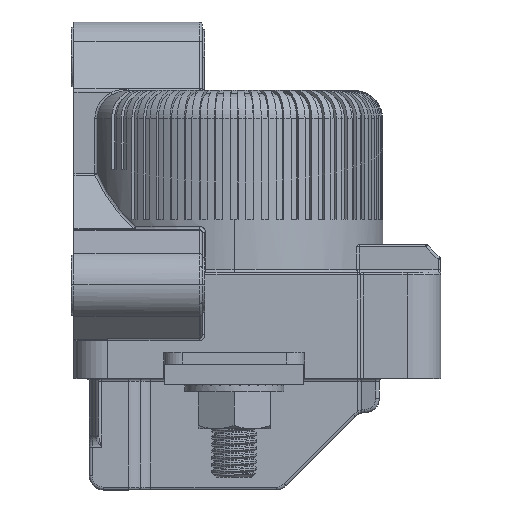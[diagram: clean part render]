
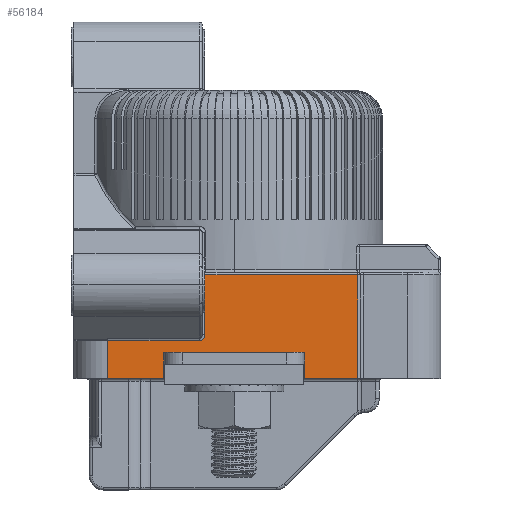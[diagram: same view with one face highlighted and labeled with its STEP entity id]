
A CAD part, top view. The second image highlights one B-rep face of the part: STEP entity #56184.
In plain terms, the highlighted planar face has unit normal (0, 0, 1).
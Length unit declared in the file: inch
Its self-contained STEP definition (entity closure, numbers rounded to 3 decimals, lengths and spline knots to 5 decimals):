
#1451 = LINE ( 'NONE', #328020, #125086 ) ;
#2811 = DIRECTION ( 'NONE',  ( 0., 1., 0. ) ) ;
#8500 = EDGE_CURVE ( 'NONE', #560991, #158458, #421203, .T. ) ;
#12587 = CARTESIAN_POINT ( 'NONE',  ( -0.8975, -1.77645, 1.18 ) ) ;
#13747 = CARTESIAN_POINT ( 'NONE',  ( -0.5, -1.86, 1.18 ) ) ;
#26932 = CARTESIAN_POINT ( 'NONE',  ( 0.5, -2.045, 1.18 ) ) ;
#27667 = ORIENTED_EDGE ( 'NONE', *, *, #175881, .F. ) ;
#30454 =( BOUNDED_CURVE ( )  B_SPLINE_CURVE ( 3, ( #591847, #266390, #545110, #34653 ),
 .UNSPECIFIED., .F., .F. ) 
 B_SPLINE_CURVE_WITH_KNOTS ( ( 4, 4 ),
 ( 1.5708, 3.14159 ),
 .UNSPECIFIED. ) 
 CURVE ( )  GEOMETRIC_REPRESENTATION_ITEM ( )  RATIONAL_B_SPLINE_CURVE ( ( 1., 0.805, 0.805, 1. ) ) 
 REPRESENTATION_ITEM ( '' )  );
#34311 = CARTESIAN_POINT ( 'NONE',  ( -0.2075, -1.31, 1.18 ) ) ;
#34653 = CARTESIAN_POINT ( 'NONE',  ( -0.2475, -1.77645, 1.18 ) ) ;
#38339 = AXIS2_PLACEMENT_3D ( 'NONE', #106909, #432334, #153585 ) ;
#42464 = VECTOR ( 'NONE', #523629, 39.37008 ) ;
#43320 = ORIENTED_EDGE ( 'NONE', *, *, #327308, .T. ) ;
#44085 = ORIENTED_EDGE ( 'NONE', *, *, #82144, .F. ) ;
#44233 = CARTESIAN_POINT ( 'NONE',  ( 0.5, -1.945, 1.18 ) ) ;
#47490 = VECTOR ( 'NONE', #181630, 39.37008 ) ;
#56184 = ADVANCED_FACE ( 'NONE', ( #64726 ), #196311, .T. ) ;
#64726 = FACE_OUTER_BOUND ( 'NONE', #428582, .T. ) ;
#68672 = CARTESIAN_POINT ( 'NONE',  ( -0.5, -2.045, 1.18 ) ) ;
#82144 = EDGE_CURVE ( 'NONE', #487647, #432895, #288486, .T. ) ;
#98824 = ORIENTED_EDGE ( 'NONE', *, *, #570065, .F. ) ;
#106909 = CARTESIAN_POINT ( 'NONE',  ( 0.86375, -1.29, 1.18 ) ) ;
#118553 = LINE ( 'NONE', #391050, #351411 ) ;
#124366 = LINE ( 'NONE', #513568, #233453 ) ;
#125086 = VECTOR ( 'NONE', #2811, 39.37008 ) ;
#136997 = DIRECTION ( 'NONE',  ( 0., -1., 0. ) ) ;
#143019 = ORIENTED_EDGE ( 'NONE', *, *, #309335, .T. ) ;
#145033 = EDGE_CURVE ( 'NONE', #586561, #560991, #118553, .T. ) ;
#152296 = ORIENTED_EDGE ( 'NONE', *, *, #8500, .F. ) ;
#153585 = DIRECTION ( 'NONE',  ( 1., 0., 0. ) ) ;
#158458 = VERTEX_POINT ( 'NONE', #167700 ) ;
#160455 = CARTESIAN_POINT ( 'NONE',  ( 0.8775, -2.045, 1.18 ) ) ;
#164498 = EDGE_CURVE ( 'NONE', #158458, #487647, #292529, .T. ) ;
#166138 = LINE ( 'NONE', #525576, #42464 ) ;
#167700 = CARTESIAN_POINT ( 'NONE',  ( -0.5, -1.945, 1.18 ) ) ;
#175881 = EDGE_CURVE ( 'NONE', #432895, #223188, #309517, .T. ) ;
#176279 = ORIENTED_EDGE ( 'NONE', *, *, #145033, .F. ) ;
#179153 = EDGE_CURVE ( 'NONE', #479275, #234923, #30454, .T. ) ;
#179723 = LINE ( 'NONE', #44233, #427285 ) ;
#180723 = DIRECTION ( 'NONE',  ( 0., -1., 0. ) ) ;
#181630 = DIRECTION ( 'NONE',  ( 0., 1., 0. ) ) ;
#182608 = CARTESIAN_POINT ( 'NONE',  ( 0.5, -2.045, 1.18 ) ) ;
#191661 = ORIENTED_EDGE ( 'NONE', *, *, #164498, .F. ) ;
#193218 = CARTESIAN_POINT ( 'NONE',  ( -0.2275, -1.31, 1.18 ) ) ;
#196311 = PLANE ( 'NONE',  #38339 ) ;
#196624 = CARTESIAN_POINT ( 'NONE',  ( -0.8975, -2.045, 1.18 ) ) ;
#208333 = VECTOR ( 'NONE', #358025, 39.37008 ) ;
#222994 = LINE ( 'NONE', #589827, #208333 ) ;
#223188 = VERTEX_POINT ( 'NONE', #12587 ) ;
#229419 = DIRECTION ( 'NONE',  ( 0., 1., 0. ) ) ;
#232190 = CARTESIAN_POINT ( 'NONE',  ( -0.2075, -1.73156, 1.18 ) ) ;
#233453 = VECTOR ( 'NONE', #234960, 39.37008 ) ;
#234923 = VERTEX_POINT ( 'NONE', #235822 ) ;
#234960 = DIRECTION ( 'NONE',  ( 0., -1., 0. ) ) ;
#235822 = CARTESIAN_POINT ( 'NONE',  ( -0.2475, -1.77645, 1.18 ) ) ;
#238443 = ORIENTED_EDGE ( 'NONE', *, *, #542628, .F. ) ;
#258079 = EDGE_CURVE ( 'NONE', #342500, #344437, #580465, .T. ) ;
#266390 = CARTESIAN_POINT ( 'NONE',  ( -0.2075, -1.75785, 1.18 ) ) ;
#268386 = VECTOR ( 'NONE', #452029, 39.37008 ) ;
#277311 = CARTESIAN_POINT ( 'NONE',  ( 0.8775, -1.31, 1.18 ) ) ;
#288486 = LINE ( 'NONE', #523734, #535918 ) ;
#292529 = LINE ( 'NONE', #506152, #416212 ) ;
#297501 = VECTOR ( 'NONE', #136997, 39.37008 ) ;
#309335 = EDGE_CURVE ( 'NONE', #578162, #539017, #392136, .T. ) ;
#309517 = LINE ( 'NONE', #366817, #47490 ) ;
#318529 = DIRECTION ( 'NONE',  ( -1., 0., 0. ) ) ;
#327308 = EDGE_CURVE ( 'NONE', #539017, #479275, #124366, .T. ) ;
#328020 = CARTESIAN_POINT ( 'NONE',  ( 0.8775, -1.29, 1.18 ) ) ;
#342500 = VERTEX_POINT ( 'NONE', #26932 ) ;
#344437 = VERTEX_POINT ( 'NONE', #390417 ) ;
#351411 = VECTOR ( 'NONE', #533454, 39.37008 ) ;
#358025 = DIRECTION ( 'NONE',  ( -1., 0., 0. ) ) ;
#366817 = CARTESIAN_POINT ( 'NONE',  ( -0.8975, -2.045, 1.18 ) ) ;
#369556 = DIRECTION ( 'NONE',  ( 0., 1., 0. ) ) ;
#381890 = ORIENTED_EDGE ( 'NONE', *, *, #258079, .F. ) ;
#390417 = CARTESIAN_POINT ( 'NONE',  ( 0.5, -1.945, 1.18 ) ) ;
#391050 = CARTESIAN_POINT ( 'NONE',  ( 0.5, -1.86, 1.18 ) ) ;
#392136 = LINE ( 'NONE', #193218, #268386 ) ;
#394738 = EDGE_CURVE ( 'NONE', #470463, #578162, #1451, .T. ) ;
#416212 = VECTOR ( 'NONE', #180723, 39.37008 ) ;
#421203 = LINE ( 'NONE', #462537, #297501 ) ;
#427285 = VECTOR ( 'NONE', #369556, 39.37008 ) ;
#428582 = EDGE_LOOP ( 'NONE', ( #592779, #429516, #27667, #44085, #191661, #152296, #176279, #98824, #381890, #238443, #471200, #143019, #43320 ) ) ;
#429516 = ORIENTED_EDGE ( 'NONE', *, *, #478645, .T. ) ;
#432334 = DIRECTION ( 'NONE',  ( 0., 0., 1. ) ) ;
#432895 = VERTEX_POINT ( 'NONE', #196624 ) ;
#452029 = DIRECTION ( 'NONE',  ( -1., 0., 0. ) ) ;
#462537 = CARTESIAN_POINT ( 'NONE',  ( -0.5, -1.945, 1.18 ) ) ;
#470463 = VERTEX_POINT ( 'NONE', #160455 ) ;
#471200 = ORIENTED_EDGE ( 'NONE', *, *, #394738, .T. ) ;
#478645 = EDGE_CURVE ( 'NONE', #234923, #223188, #166138, .T. ) ;
#479275 = VERTEX_POINT ( 'NONE', #232190 ) ;
#487647 = VERTEX_POINT ( 'NONE', #68672 ) ;
#506152 = CARTESIAN_POINT ( 'NONE',  ( -0.5, -1.945, 1.18 ) ) ;
#510484 = CARTESIAN_POINT ( 'NONE',  ( 0.5, -1.86, 1.18 ) ) ;
#513568 = CARTESIAN_POINT ( 'NONE',  ( -0.2075, -1.29, 1.18 ) ) ;
#523629 = DIRECTION ( 'NONE',  ( -1., 0., 0. ) ) ;
#523734 = CARTESIAN_POINT ( 'NONE',  ( -0.5, -2.045, 1.18 ) ) ;
#525576 = CARTESIAN_POINT ( 'NONE',  ( -0.8975, -1.77645, 1.18 ) ) ;
#533454 = DIRECTION ( 'NONE',  ( -1., 0., 0. ) ) ;
#535918 = VECTOR ( 'NONE', #318529, 39.37008 ) ;
#539017 = VERTEX_POINT ( 'NONE', #34311 ) ;
#542628 = EDGE_CURVE ( 'NONE', #470463, #342500, #222994, .T. ) ;
#545110 = CARTESIAN_POINT ( 'NONE',  ( -0.22407, -1.77645, 1.18 ) ) ;
#551247 = VECTOR ( 'NONE', #229419, 39.37008 ) ;
#560991 = VERTEX_POINT ( 'NONE', #13747 ) ;
#570065 = EDGE_CURVE ( 'NONE', #344437, #586561, #179723, .T. ) ;
#578162 = VERTEX_POINT ( 'NONE', #277311 ) ;
#580465 = LINE ( 'NONE', #182608, #551247 ) ;
#586561 = VERTEX_POINT ( 'NONE', #510484 ) ;
#589827 = CARTESIAN_POINT ( 'NONE',  ( 0.86375, -2.045, 1.18 ) ) ;
#591847 = CARTESIAN_POINT ( 'NONE',  ( -0.2075, -1.73156, 1.18 ) ) ;
#592779 = ORIENTED_EDGE ( 'NONE', *, *, #179153, .T. ) ;
